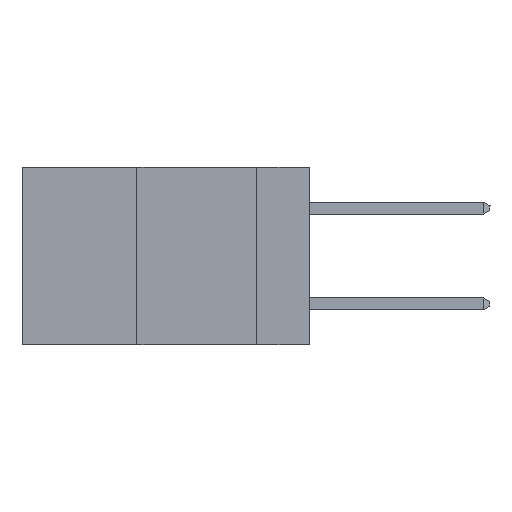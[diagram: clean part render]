
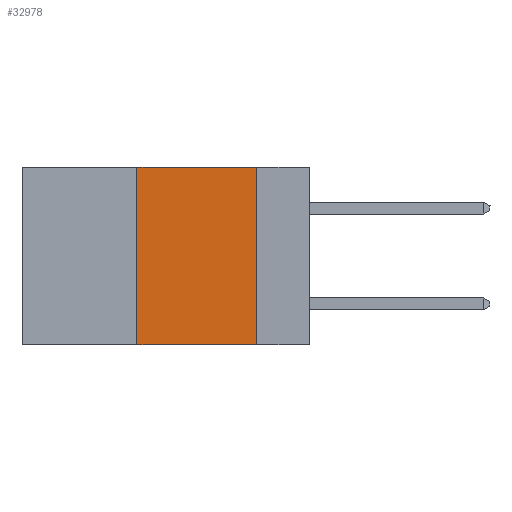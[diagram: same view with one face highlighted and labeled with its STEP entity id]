
A CAD part, left-side view. The second image highlights one B-rep face of the part: STEP entity #32978.
In plain terms, the highlighted planar face has unit normal (-1, 0, 0).
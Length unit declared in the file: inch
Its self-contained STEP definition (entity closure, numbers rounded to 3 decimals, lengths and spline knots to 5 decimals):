
#2153 = DIRECTION ( 'NONE',  ( 0., -1., 0. ) ) ;
#2543 = DIRECTION ( 'NONE',  ( 0., -1., 0. ) ) ;
#2670 = CARTESIAN_POINT ( 'NONE',  ( 0., 0.6, -0.37 ) ) ;
#5255 = LINE ( 'NONE', #5273, #17495 ) ;
#5273 = CARTESIAN_POINT ( 'NONE',  ( 0., 0.6, 0. ) ) ;
#5319 = VERTEX_POINT ( 'NONE', #23823 ) ;
#5770 = LINE ( 'NONE', #2670, #23647 ) ;
#7573 = VERTEX_POINT ( 'NONE', #18929 ) ;
#8235 = DIRECTION ( 'NONE',  ( 0., 0., -1. ) ) ;
#10100 = CARTESIAN_POINT ( 'NONE',  ( 0., 0.11, 0. ) ) ;
#10256 = VECTOR ( 'NONE', #11103, 39.37008 ) ;
#11103 = DIRECTION ( 'NONE',  ( 0., 0., 1. ) ) ;
#11279 = PLANE ( 'NONE',  #28685 ) ;
#12438 = ORIENTED_EDGE ( 'NONE', *, *, #15539, .F. ) ;
#12603 = EDGE_CURVE ( 'NONE', #31670, #5319, #5770, .T. ) ;
#14217 = DIRECTION ( 'NONE',  ( 0., 0., -1. ) ) ;
#14498 = LINE ( 'NONE', #26164, #14954 ) ;
#14954 = VECTOR ( 'NONE', #14217, 39.37008 ) ;
#15539 = EDGE_CURVE ( 'NONE', #23094, #5319, #14498, .T. ) ;
#16807 = CARTESIAN_POINT ( 'NONE',  ( 0., 0.36, -0.37 ) ) ;
#17495 = VECTOR ( 'NONE', #2153, 39.37008 ) ;
#18223 = LINE ( 'NONE', #29074, #10256 ) ;
#18929 = CARTESIAN_POINT ( 'NONE',  ( 0., 0.36, 0. ) ) ;
#19357 = FACE_OUTER_BOUND ( 'NONE', #37775, .T. ) ;
#20711 = DIRECTION ( 'NONE',  ( 1., 0., 0. ) ) ;
#23094 = VERTEX_POINT ( 'NONE', #10100 ) ;
#23647 = VECTOR ( 'NONE', #2543, 39.37008 ) ;
#23823 = CARTESIAN_POINT ( 'NONE',  ( 0., 0.11, -0.37 ) ) ;
#24938 = EDGE_CURVE ( 'NONE', #7573, #23094, #5255, .T. ) ;
#25641 = EDGE_CURVE ( 'NONE', #31670, #7573, #18223, .T. ) ;
#26164 = CARTESIAN_POINT ( 'NONE',  ( 0., 0.11, 0. ) ) ;
#28644 = ORIENTED_EDGE ( 'NONE', *, *, #25641, .F. ) ;
#28685 = AXIS2_PLACEMENT_3D ( 'NONE', #29108, #20711, #8235 ) ;
#29074 = CARTESIAN_POINT ( 'NONE',  ( 0., 0.36, 0. ) ) ;
#29108 = CARTESIAN_POINT ( 'NONE',  ( 0., 0.6, 0. ) ) ;
#30759 = ORIENTED_EDGE ( 'NONE', *, *, #24938, .F. ) ;
#31670 = VERTEX_POINT ( 'NONE', #16807 ) ;
#32978 = ADVANCED_FACE ( 'NONE', ( #19357 ), #11279, .F. ) ;
#35263 = ORIENTED_EDGE ( 'NONE', *, *, #12603, .T. ) ;
#37775 = EDGE_LOOP ( 'NONE', ( #12438, #30759, #28644, #35263 ) ) ;
